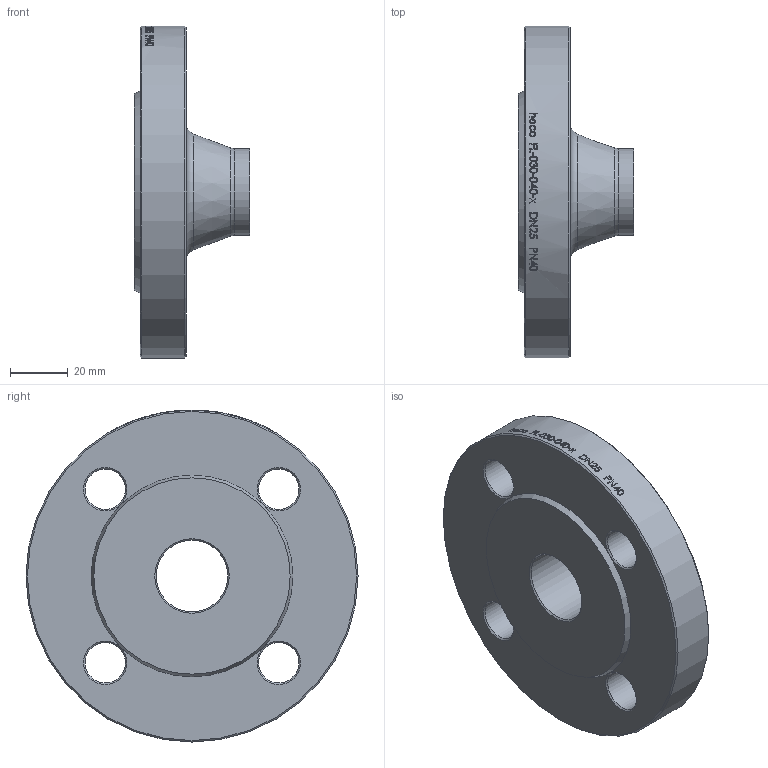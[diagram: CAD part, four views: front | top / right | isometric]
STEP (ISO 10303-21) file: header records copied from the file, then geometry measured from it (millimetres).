
FILE_DESCRIPTION (( 'STEP AP214' ), '1' );
FILE_NAME ('FL-030-040-x Vorschweissflansch PN40 DN25 din DIN2635 2009.STEP', '2020-09-24T09:54:01', ( '' ), ( '' ), 'SwSTEP 2.0', 'SolidWorks 2019', '' );
FILE_SCHEMA (( 'AUTOMOTIVE_DESIGN' ));
Length unit declared in the file: millimetre
Products named in the file (1): FL-030-040-x Vorschweissflansch PN40 DN25 din DIN2635 2009
Bounding box: 40 x 115 x 115 mm (x, y, z)
Volume: 165286.7 mm3; surface area: 31962.9 mm2
Topology: 1 solids, 1 shells, 61 faces, 310 edges, 287 vertices
Faces by surface type: cylinder 42, cone 13, plane 4, torus 2
Full cylindrical faces by diameter (mm): 14 x4, 24.8 x1, 30 x1, 115 x1
Entity records: 6561 total; most frequent: CARTESIAN_POINT 3939, ORIENTED_EDGE 558, DIRECTION 347, VERTEX_POINT 279, EDGE_CURVE 279, AXIS2_PLACEMENT_3D 151, B_SPLINE_CURVE_WITH_KNOTS 145, EDGE_LOOP 130
